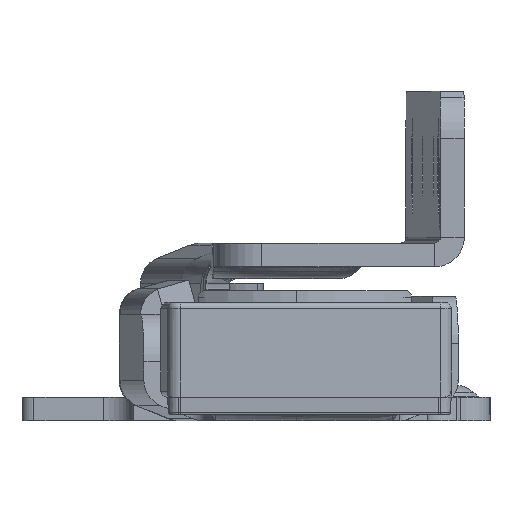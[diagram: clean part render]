
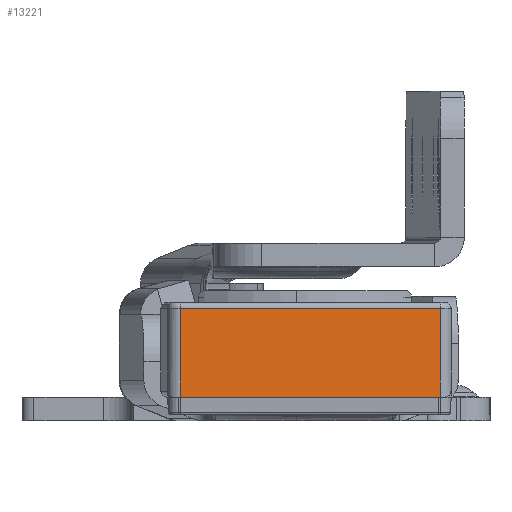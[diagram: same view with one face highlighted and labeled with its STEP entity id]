
A CAD part, left-side view. The second image highlights one B-rep face of the part: STEP entity #13221.
In plain terms, the highlighted face is planar.
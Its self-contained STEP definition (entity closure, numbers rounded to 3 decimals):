
#483 = VERTEX_POINT ( 'NONE', #12056 ) ;
#595 = CARTESIAN_POINT ( 'NONE',  ( 10., 11., 8. ) ) ;
#683 = EDGE_CURVE ( 'NONE', #11904, #1182, #2106, .T. ) ;
#1035 = CARTESIAN_POINT ( 'NONE',  ( 10., 11., 0.5 ) ) ;
#1182 = VERTEX_POINT ( 'NONE', #1035 ) ;
#1559 = VERTEX_POINT ( 'NONE', #11413 ) ;
#2054 = CARTESIAN_POINT ( 'NONE',  ( 10., 11., 8. ) ) ;
#2106 = LINE ( 'NONE', #10098, #7215 ) ;
#2212 = ORIENTED_EDGE ( 'NONE', *, *, #6893, .T. ) ;
#2266 = PLANE ( 'NONE',  #13287 ) ;
#3700 = EDGE_LOOP ( 'NONE', ( #2212, #9289, #5641, #11489 ) ) ;
#3821 = VECTOR ( 'NONE', #4694, 1000. ) ;
#4247 = CARTESIAN_POINT ( 'NONE',  ( 10., -11., 8. ) ) ;
#4694 = DIRECTION ( 'NONE',  ( 0., 0., -1. ) ) ;
#5621 = FACE_OUTER_BOUND ( 'NONE', #3700, .T. ) ;
#5641 = ORIENTED_EDGE ( 'NONE', *, *, #13369, .F. ) ;
#6893 = EDGE_CURVE ( 'NONE', #1559, #11904, #14424, .T. ) ;
#7215 = VECTOR ( 'NONE', #8814, 1000. ) ;
#7476 = DIRECTION ( 'NONE',  ( 0., 0., -1. ) ) ;
#8441 = LINE ( 'NONE', #10484, #3821 ) ;
#8814 = DIRECTION ( 'NONE',  ( 0., 1., 0. ) ) ;
#9289 = ORIENTED_EDGE ( 'NONE', *, *, #683, .T. ) ;
#9692 = VECTOR ( 'NONE', #10996, 1000. ) ;
#10098 = CARTESIAN_POINT ( 'NONE',  ( 10., 11., 0.5 ) ) ;
#10342 = DIRECTION ( 'NONE',  ( 0., 0., -1. ) ) ;
#10484 = CARTESIAN_POINT ( 'NONE',  ( 10., 11., 8. ) ) ;
#10996 = DIRECTION ( 'NONE',  ( 0., -1., 0. ) ) ;
#11226 = VECTOR ( 'NONE', #7476, 1000. ) ;
#11413 = CARTESIAN_POINT ( 'NONE',  ( 10., -11., 8. ) ) ;
#11469 = DIRECTION ( 'NONE',  ( 1., 0., 0. ) ) ;
#11489 = ORIENTED_EDGE ( 'NONE', *, *, #13864, .T. ) ;
#11904 = VERTEX_POINT ( 'NONE', #13193 ) ;
#12056 = CARTESIAN_POINT ( 'NONE',  ( 10., 11., 8. ) ) ;
#13193 = CARTESIAN_POINT ( 'NONE',  ( 10., -11., 0.5 ) ) ;
#13221 = ADVANCED_FACE ( 'NONE', ( #5621 ), #2266, .T. ) ;
#13287 = AXIS2_PLACEMENT_3D ( 'NONE', #2054, #11469, #10342 ) ;
#13369 = EDGE_CURVE ( 'NONE', #483, #1182, #8441, .T. ) ;
#13864 = EDGE_CURVE ( 'NONE', #483, #1559, #14307, .T. ) ;
#14307 = LINE ( 'NONE', #595, #9692 ) ;
#14424 = LINE ( 'NONE', #4247, #11226 ) ;
